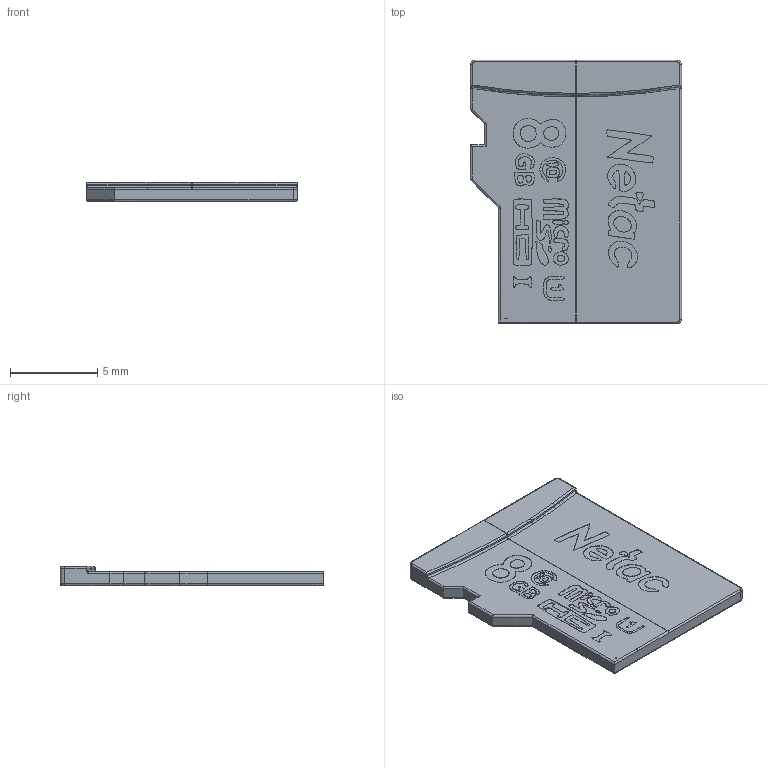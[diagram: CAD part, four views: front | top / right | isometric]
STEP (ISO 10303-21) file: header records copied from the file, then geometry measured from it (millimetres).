
FILE_DESCRIPTION(('FreeCAD Model'),'2;1');
FILE_NAME('Open CASCADE Shape Model','2022-02-23T15:48:42',(''),(''), 'Open CASCADE STEP processor 7.5','FreeCAD','Unknown');
FILE_SCHEMA(('AUTOMOTIVE_DESIGN { 1 0 10303 214 1 1 1 1 }'));
Length unit declared in the file: millimetre
Products named in the file (1): netac
Bounding box: 12.1 x 15.1 x 1.11 mm (x, y, z)
Volume: 141.6 mm3; surface area: 389.8 mm2
Topology: 1 solids, 1 shells, 455 faces, 1181 edges, 770 vertices
Faces by surface type: extrusion 311, plane 72, cylinder 31, bspline 29, torus 10, revolution 2
Entity records: 45392 total; most frequent: CARTESIAN_POINT 24002, DIRECTION 2529, ORIENTED_EDGE 2356, PCURVE 2356, DEFINITIONAL_REPRESENTATION 2356, VECTOR 2145, B_SPLINE_CURVE_WITH_KNOTS 1913, LINE 1834
